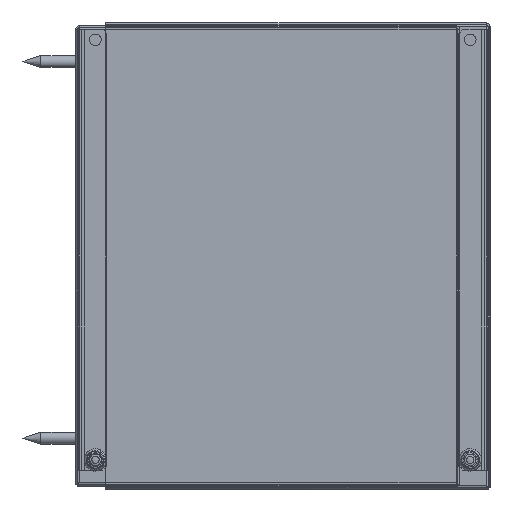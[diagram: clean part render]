
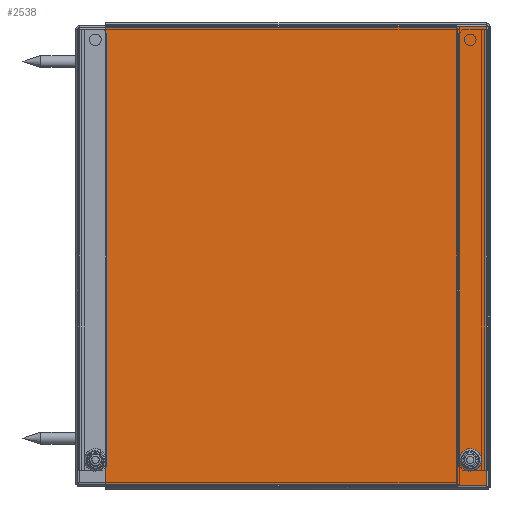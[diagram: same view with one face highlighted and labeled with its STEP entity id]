
A CAD part, left-side view. The second image highlights one B-rep face of the part: STEP entity #2538.
In plain terms, the highlighted planar face has unit normal (-1, 0, 0).
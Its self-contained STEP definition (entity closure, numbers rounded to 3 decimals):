
#1779=PLANE('',#11894);
#2025=FACE_BOUND('',#3678,.T.);
#2026=FACE_BOUND('',#3679,.T.);
#2538=ADVANCED_FACE('',(#2025,#2026),#1779,.F.);
#3678=EDGE_LOOP('',(#5471));
#3679=EDGE_LOOP('',(#5472,#5473,#5474,#5475));
#5471=ORIENTED_EDGE('',*,*,#8543,.F.);
#5472=ORIENTED_EDGE('',*,*,#8544,.T.);
#5473=ORIENTED_EDGE('',*,*,#8541,.T.);
#5474=ORIENTED_EDGE('',*,*,#8441,.F.);
#5475=ORIENTED_EDGE('',*,*,#8545,.F.);
#7339=VERTEX_POINT('',#17035);
#7340=VERTEX_POINT('',#17037);
#7392=VERTEX_POINT('',#17229);
#7393=VERTEX_POINT('',#17239);
#7394=VERTEX_POINT('',#17241);
#8441=EDGE_CURVE('',#7339,#7340,#9502,.T.);
#8541=EDGE_CURVE('',#7392,#7340,#9575,.T.);
#8543=EDGE_CURVE('',#7393,#7393,#11181,.T.);
#8544=EDGE_CURVE('',#7394,#7392,#9577,.T.);
#8545=EDGE_CURVE('',#7394,#7339,#9578,.T.);
#9502=LINE('',#17036,#10188);
#9575=LINE('',#17234,#10261);
#9577=LINE('',#17240,#10263);
#9578=LINE('',#17242,#10264);
#10188=VECTOR('',#13571,1.);
#10261=VECTOR('',#13788,1.);
#10263=VECTOR('',#13796,1.);
#10264=VECTOR('',#13797,1.);
#11181=CIRCLE('',#11893,3.);
#11893=AXIS2_PLACEMENT_3D('',#17238,#13794,#13795);
#11894=AXIS2_PLACEMENT_3D('',#17243,#13798,#13799);
#13571=DIRECTION('',(0.,0.,1.));
#13788=DIRECTION('',(0.,1.,0.));
#13794=DIRECTION('',(-1.,0.,0.));
#13795=DIRECTION('',(0.,0.,1.));
#13796=DIRECTION('',(0.,0.,1.));
#13797=DIRECTION('',(0.,1.,0.));
#13798=DIRECTION('',(1.,0.,0.));
#13799=DIRECTION('',(0.,0.,1.));
#17035=CARTESIAN_POINT('',(904.,2293.,8.));
#17036=CARTESIAN_POINT('',(904.,2293.,251.5));
#17037=CARTESIAN_POINT('',(904.,2293.,251.5));
#17229=CARTESIAN_POINT('',(904.,2091.,251.5));
#17234=CARTESIAN_POINT('',(904.,2293.,251.5));
#17238=CARTESIAN_POINT('',(904.,2099.5,21.5));
#17239=CARTESIAN_POINT('',(904.,2099.5,24.5));
#17240=CARTESIAN_POINT('',(904.,2091.,252.5));
#17241=CARTESIAN_POINT('',(904.,2091.,8.));
#17242=CARTESIAN_POINT('',(904.,2293.,8.));
#17243=CARTESIAN_POINT('',(904.,2293.,251.5));
